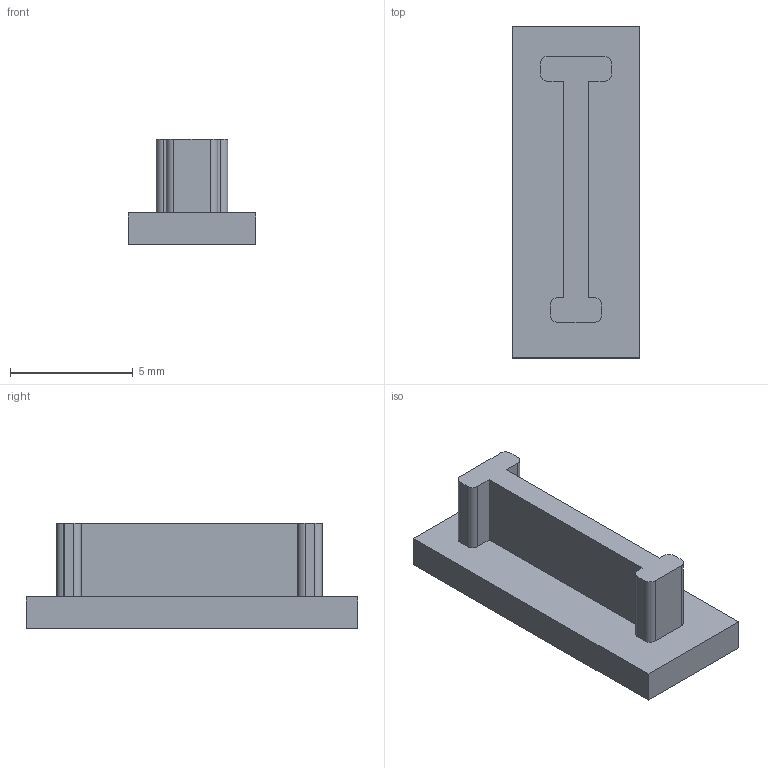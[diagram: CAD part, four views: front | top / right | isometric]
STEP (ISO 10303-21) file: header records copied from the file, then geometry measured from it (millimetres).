
FILE_DESCRIPTION((''),'2;1');
FILE_NAME('ASM0110_ASM','2021-04-02T',('marketing.praksa'),('Audax d.o.o.'),'CREO PARAMETRIC BY PTC INC, 2017480','CREO PARAMETRIC BY PTC INC, 2017480','');
FILE_SCHEMA(('AUTOMOTIVE_DESIGN { 1 0 10303 214 1 1 1 1 }'));
Products named in the file (3): PRT0160; BASE; ASM0110_ASM
Assembly tree (2 placements, depth 2):
  ASM0110_ASM
    PRT0160
    BASE
Bounding box: 5.2 x 13.5 x 4.3 mm (x, y, z)
Volume: 132.9 mm3; surface area: 310.5 mm2
Topology: 4 solids, 4 shells, 133 faces, 365 edges, 244 vertices
Faces by surface type: plane 76, cylinder 57
Entity records: 6635 total; most frequent: DIRECTION 757, CARTESIAN_POINT 754, ORIENTED_EDGE 730, PRESENTATION_STYLE_ASSIGNMENT 502, STYLED_ITEM 502, CURVE_STYLE 365, EDGE_CURVE 365, AXIS2_PLACEMENT_3D 254
